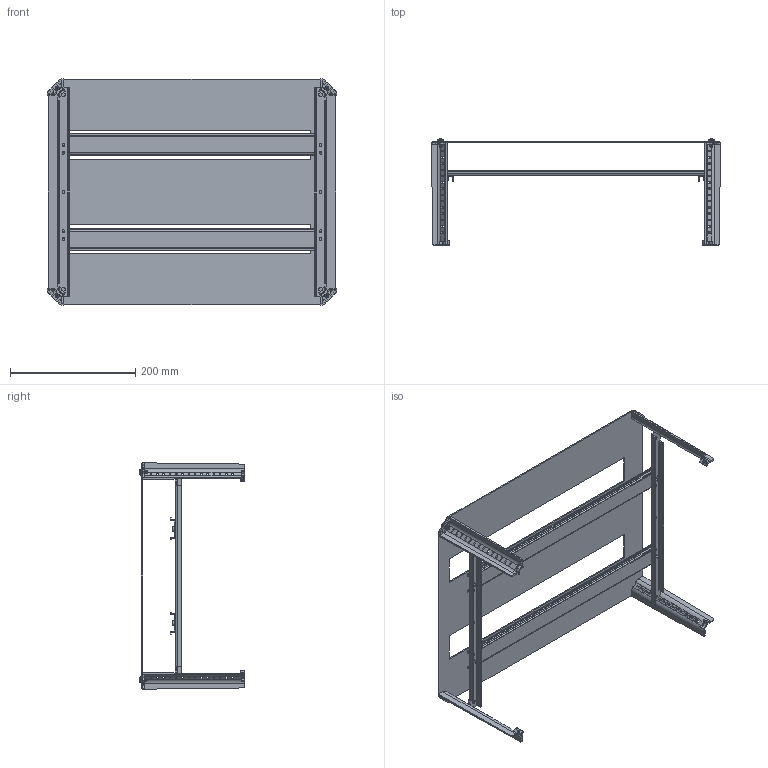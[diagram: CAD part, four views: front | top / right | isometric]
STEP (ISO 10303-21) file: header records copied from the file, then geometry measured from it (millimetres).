
FILE_DESCRIPTION (( 'STEP AP214' ), '1' );
FILE_NAME ('DRS ARCA 405021.STEP', '2013-11-25T12:45:57', ( '' ), ( '' ), 'SwSTEP 2.0', 'SolidWorks 2013', '' );
FILE_SCHEMA (( 'AUTOMOTIVE_DESIGN' ));
Length unit declared in the file: millimetre
Products named in the file (7): FCX DIN Rail 500; SB ARCA 40; PT5x10; CB ARCA 21; M4x10 Thread forming PZ; 12772; DRS ARCA 405021
Assembly tree (17 placements, depth 2):
  DRS ARCA 405021
    12772
    M4x10 Thread forming PZ  x4
    CB ARCA 21  x4
    PT5x10  x4
    SB ARCA 40  x2
    FCX DIN Rail 500  x2
Bounding box: 460.84 x 168.94 x 360.84 mm (x, y, z)
Volume: 427239.7 mm3; surface area: 450766.6 mm2
Topology: 17 solids, 17 shells, 2108 faces, 5854 edges, 3860 vertices
Faces by surface type: plane 1210, bspline 376, cone 264, cylinder 218, torus 32, sphere 8
Entity records: 26389 total; most frequent: CARTESIAN_POINT 11571, ORIENTED_EDGE 3278, DIRECTION 2589, EDGE_CURVE 1639, VERTEX_POINT 1074, LINE 973, VECTOR 973, AXIS2_PLACEMENT_3D 808
